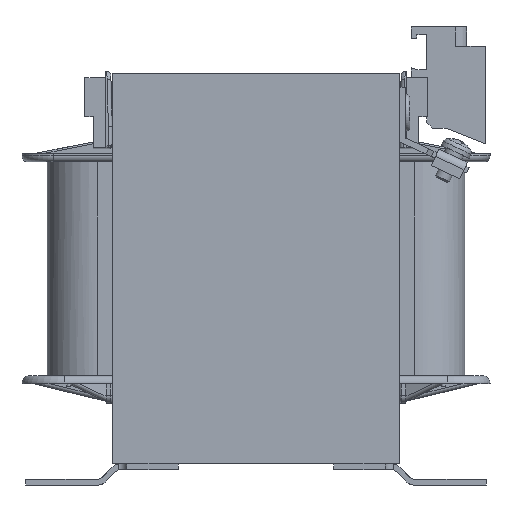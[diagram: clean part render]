
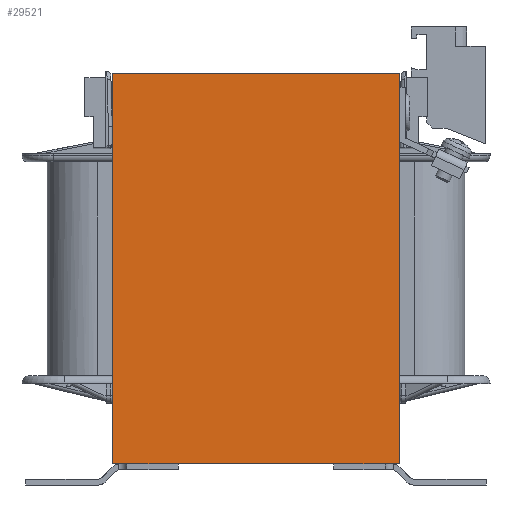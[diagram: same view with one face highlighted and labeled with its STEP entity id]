
A CAD part, left-side view. The second image highlights one B-rep face of the part: STEP entity #29521.
In plain terms, the highlighted planar face has unit normal (-1, 0, 0).
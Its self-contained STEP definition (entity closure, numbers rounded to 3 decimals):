
#2845=FACE_OUTER_BOUND('',#4357,.T.);
#4357=EDGE_LOOP('',(#25343,#25344,#25345,#25346,#25347,#25348,#25349,#25350));
#5341=LINE('',#42368,#8513);
#5349=LINE('',#42385,#8521);
#7482=LINE('',#49738,#10654);
#7494=LINE('',#49769,#10666);
#7518=LINE('',#49830,#10690);
#7519=LINE('',#49831,#10691);
#7520=LINE('',#49832,#10692);
#7521=LINE('',#49833,#10693);
#8513=VECTOR('',#33322,10.);
#8521=VECTOR('',#33344,10.);
#10654=VECTOR('',#38571,10.);
#10666=VECTOR('',#38593,10.);
#10690=VECTOR('',#38659,10.);
#10691=VECTOR('',#38660,10.);
#10692=VECTOR('',#38661,10.);
#10693=VECTOR('',#38662,10.);
#11505=VERTEX_POINT('',#42120);
#11584=VERTEX_POINT('',#42367);
#11585=VERTEX_POINT('',#42383);
#11586=VERTEX_POINT('',#42384);
#13305=VERTEX_POINT('',#49736);
#13306=VERTEX_POINT('',#49737);
#13319=VERTEX_POINT('',#49766);
#13320=VERTEX_POINT('',#49768);
#14584=EDGE_CURVE('',#11584,#11505,#5341,.T.);
#14592=EDGE_CURVE('',#11585,#11586,#5349,.T.);
#17324=EDGE_CURVE('',#13305,#13306,#7482,.T.);
#17340=EDGE_CURVE('',#13320,#13319,#7494,.T.);
#17372=EDGE_CURVE('',#13306,#11585,#7518,.T.);
#17373=EDGE_CURVE('',#11586,#11584,#7519,.T.);
#17374=EDGE_CURVE('',#11505,#13320,#7520,.T.);
#17375=EDGE_CURVE('',#13305,#13319,#7521,.T.);
#25343=ORIENTED_EDGE('',*,*,#17324,.T.);
#25344=ORIENTED_EDGE('',*,*,#17372,.T.);
#25345=ORIENTED_EDGE('',*,*,#14592,.T.);
#25346=ORIENTED_EDGE('',*,*,#17373,.T.);
#25347=ORIENTED_EDGE('',*,*,#14584,.T.);
#25348=ORIENTED_EDGE('',*,*,#17374,.T.);
#25349=ORIENTED_EDGE('',*,*,#17340,.T.);
#25350=ORIENTED_EDGE('',*,*,#17375,.F.);
#26685=PLANE('',#31553);
#29521=ADVANCED_FACE('',(#2845),#26685,.T.);
#31553=AXIS2_PLACEMENT_3D('',#49829,#38657,#38658);
#33322=DIRECTION('',(0.,-1.,0.));
#33344=DIRECTION('',(0.,-1.,0.));
#38571=DIRECTION('',(0.,0.,-1.));
#38593=DIRECTION('',(0.,0.,1.));
#38657=DIRECTION('center_axis',(-1.,0.,0.));
#38658=DIRECTION('ref_axis',(0.,0.,1.));
#38659=DIRECTION('',(0.,-1.,0.));
#38660=DIRECTION('',(0.,-1.,0.));
#38661=DIRECTION('',(0.,-1.,0.));
#38662=DIRECTION('',(0.,-1.,0.));
#42120=CARTESIAN_POINT('',(-60.,-33.15,-50.));
#42367=CARTESIAN_POINT('',(-60.,-19.9,-50.));
#42368=CARTESIAN_POINT('',(-60.,0.,-50.));
#42383=CARTESIAN_POINT('',(-60.,33.15,-50.));
#42384=CARTESIAN_POINT('',(-60.,19.9,-50.));
#42385=CARTESIAN_POINT('',(-60.,0.,-50.));
#49736=CARTESIAN_POINT('',(-60.,36.85,50.));
#49737=CARTESIAN_POINT('',(-60.,36.85,-50.));
#49738=CARTESIAN_POINT('',(-60.,36.85,50.));
#49766=CARTESIAN_POINT('',(-60.,-36.85,50.));
#49768=CARTESIAN_POINT('',(-60.,-36.85,-50.));
#49769=CARTESIAN_POINT('',(-60.,-36.85,50.));
#49829=CARTESIAN_POINT('Origin',(-60.,0.,50.));
#49830=CARTESIAN_POINT('',(-60.,0.,-50.));
#49831=CARTESIAN_POINT('',(-60.,0.,-50.));
#49832=CARTESIAN_POINT('',(-60.,0.,-50.));
#49833=CARTESIAN_POINT('',(-60.,0.,50.));
